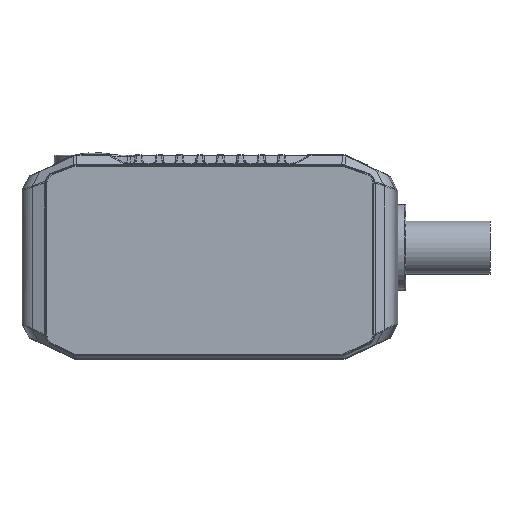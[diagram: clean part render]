
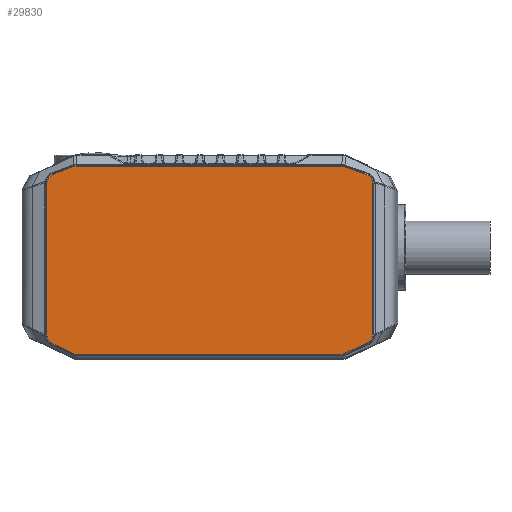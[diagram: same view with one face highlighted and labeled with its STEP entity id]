
A CAD part, top view. The second image highlights one B-rep face of the part: STEP entity #29830.
In plain terms, the highlighted planar face has unit normal (0, 0, 1).
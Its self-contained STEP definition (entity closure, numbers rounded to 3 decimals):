
#5889=CARTESIAN_POINT('',(18.85,9.046,38.));
#5890=DIRECTION('',(0.,0.,-1.));
#5891=DIRECTION('',(0.328,0.945,0.));
#5892=AXIS2_PLACEMENT_3D('',#5889,#5890,#5891);
#5894=CARTESIAN_POINT('',(18.85,-9.526,38.));
#5895=DIRECTION('',(0.,0.,-1.));
#5896=DIRECTION('',(1.,0.,0.));
#5897=AXIS2_PLACEMENT_3D('',#5894,#5895,#5896);
#5899=DIRECTION('',(-0.911,-0.413,0.));
#5900=VECTOR('',#5899,3.084);
#5901=CARTESIAN_POINT('',(19.305,-10.53,38.));
#5902=LINE('',#5901,#5900);
#5903=CARTESIAN_POINT('',(16.041,-10.8,38.));
#5904=DIRECTION('',(0.,0.,-1.));
#5905=DIRECTION('',(0.413,-0.911,0.));
#5906=AXIS2_PLACEMENT_3D('',#5903,#5904,#5905);
#5908=CARTESIAN_POINT('',(-16.32,-10.8,38.));
#5909=DIRECTION('',(0.,0.,-1.));
#5910=DIRECTION('',(0.,-1.,0.));
#5911=AXIS2_PLACEMENT_3D('',#5908,#5909,#5910);
#5913=DIRECTION('',(-0.897,0.442,0.));
#5914=VECTOR('',#5913,2.82);
#5915=CARTESIAN_POINT('',(-16.807,-11.788,38.));
#5916=LINE('',#5915,#5914);
#5917=CARTESIAN_POINT('',(-18.85,-9.554,38.));
#5918=DIRECTION('',(0.,0.,-1.));
#5919=DIRECTION('',(-0.442,-0.897,0.));
#5920=AXIS2_PLACEMENT_3D('',#5917,#5918,#5919);
#5922=CARTESIAN_POINT('',(-18.85,9.07,38.));
#5923=DIRECTION('',(0.,0.,-1.));
#5924=DIRECTION('',(-1.,0.,0.));
#5925=AXIS2_PLACEMENT_3D('',#5922,#5923,#5924);
#5927=DIRECTION('',(0.936,0.353,0.));
#5928=VECTOR('',#5927,2.638);
#5929=CARTESIAN_POINT('',(-19.238,10.101,38.));
#5930=LINE('',#5929,#5928);
#5931=CARTESIAN_POINT('',(-16.381,10.,38.));
#5932=DIRECTION('',(0.,0.,-1.));
#5933=DIRECTION('',(-0.353,0.936,0.));
#5934=AXIS2_PLACEMENT_3D('',#5931,#5932,#5933);
#5936=CARTESIAN_POINT('',(16.098,10.,38.));
#5937=DIRECTION('',(0.,0.,-1.));
#5938=DIRECTION('',(0.,1.,0.));
#5939=AXIS2_PLACEMENT_3D('',#5936,#5937,#5938);
#5941=DIRECTION('',(0.945,-0.328,0.));
#5942=VECTOR('',#5941,2.913);
#5943=CARTESIAN_POINT('',(16.459,11.041,38.));
#5944=LINE('',#5943,#5942);
#5955=DIRECTION('',(-1.,0.,0.));
#5956=VECTOR('',#5955,32.479);
#5957=CARTESIAN_POINT('',(16.098,11.102,38.));
#5958=LINE('',#5957,#5956);
#5979=DIRECTION('',(0.,-1.,0.));
#5980=VECTOR('',#5979,18.623);
#5981=CARTESIAN_POINT('',(-19.952,9.07,38.));
#5982=LINE('',#5981,#5980);
#6008=DIRECTION('',(1.,0.,0.));
#6009=VECTOR('',#6008,32.361);
#6010=CARTESIAN_POINT('',(-16.32,-11.902,38.));
#6011=LINE('',#6010,#6009);
#14188=DIRECTION('',(0.,1.,0.));
#14189=VECTOR('',#14188,18.572);
#14190=CARTESIAN_POINT('',(19.952,-9.526,38.));
#14191=LINE('',#14190,#14189);
#16194=CARTESIAN_POINT('',(-16.32,-11.902,38.));
#16195=VERTEX_POINT('',#16194);
#16196=CARTESIAN_POINT('',(-16.807,-11.788,38.));
#16197=VERTEX_POINT('',#16196);
#16198=CARTESIAN_POINT('',(19.211,10.087,38.));
#16199=CARTESIAN_POINT('',(19.952,9.046,38.));
#16200=VERTEX_POINT('',#16198);
#16201=VERTEX_POINT('',#16199);
#16202=CARTESIAN_POINT('',(19.952,-9.526,38.));
#16203=CARTESIAN_POINT('',(19.305,-10.53,38.));
#16204=VERTEX_POINT('',#16202);
#16205=VERTEX_POINT('',#16203);
#16206=CARTESIAN_POINT('',(16.496,-11.803,38.));
#16207=VERTEX_POINT('',#16206);
#16208=CARTESIAN_POINT('',(16.041,-11.902,38.));
#16209=VERTEX_POINT('',#16208);
#16210=CARTESIAN_POINT('',(-19.337,-10.542,38.));
#16211=VERTEX_POINT('',#16210);
#16212=CARTESIAN_POINT('',(-19.952,-9.554,38.));
#16213=VERTEX_POINT('',#16212);
#16214=CARTESIAN_POINT('',(-19.952,9.07,38.));
#16215=CARTESIAN_POINT('',(-19.238,10.101,38.));
#16216=VERTEX_POINT('',#16214);
#16217=VERTEX_POINT('',#16215);
#16218=CARTESIAN_POINT('',(-16.77,11.031,38.));
#16219=VERTEX_POINT('',#16218);
#16220=CARTESIAN_POINT('',(-16.381,11.102,38.));
#16221=VERTEX_POINT('',#16220);
#16222=CARTESIAN_POINT('',(16.098,11.102,38.));
#16223=CARTESIAN_POINT('',(16.459,11.041,38.));
#16224=VERTEX_POINT('',#16222);
#16225=VERTEX_POINT('',#16223);
#29792=CARTESIAN_POINT('',(0.,-0.4,38.));
#29793=DIRECTION('',(0.,0.,1.));
#29794=DIRECTION('',(-1.,0.,0.));
#29795=AXIS2_PLACEMENT_3D('',#29792,#29793,#29794);
#29796=PLANE('',#29795);
#29798=ORIENTED_EDGE('',*,*,#29797,.T.);
#29800=ORIENTED_EDGE('',*,*,#29799,.F.);
#29801=ORIENTED_EDGE('',*,*,#29782,.T.);
#29803=ORIENTED_EDGE('',*,*,#29802,.T.);
#29805=ORIENTED_EDGE('',*,*,#29804,.T.);
#29807=ORIENTED_EDGE('',*,*,#29806,.F.);
#29809=ORIENTED_EDGE('',*,*,#29808,.T.);
#29811=ORIENTED_EDGE('',*,*,#29810,.T.);
#29813=ORIENTED_EDGE('',*,*,#29812,.T.);
#29815=ORIENTED_EDGE('',*,*,#29814,.F.);
#29817=ORIENTED_EDGE('',*,*,#29816,.T.);
#29819=ORIENTED_EDGE('',*,*,#29818,.T.);
#29821=ORIENTED_EDGE('',*,*,#29820,.T.);
#29823=ORIENTED_EDGE('',*,*,#29822,.F.);
#29825=ORIENTED_EDGE('',*,*,#29824,.T.);
#29827=ORIENTED_EDGE('',*,*,#29826,.T.);
#29828=EDGE_LOOP('',(#29798,#29800,#29801,#29803,#29805,#29807,#29809,#29811,
#29813,#29815,#29817,#29819,#29821,#29823,#29825,#29827));
#29829=FACE_OUTER_BOUND('',#29828,.F.);
#29830=ADVANCED_FACE('',(#29829),#29796,.T.);
#5893=CIRCLE('',#5892,1.102);
#5898=CIRCLE('',#5897,1.102);
#5907=CIRCLE('',#5906,1.102);
#5912=CIRCLE('',#5911,1.102);
#5921=CIRCLE('',#5920,1.102);
#5926=CIRCLE('',#5925,1.102);
#5935=CIRCLE('',#5934,1.102);
#5940=CIRCLE('',#5939,1.102);
#29782=EDGE_CURVE('',#16204,#16205,#5898,.T.);
#29797=EDGE_CURVE('',#16200,#16201,#5893,.T.);
#29799=EDGE_CURVE('',#16204,#16201,#14191,.T.);
#29802=EDGE_CURVE('',#16205,#16207,#5902,.T.);
#29804=EDGE_CURVE('',#16207,#16209,#5907,.T.);
#29806=EDGE_CURVE('',#16195,#16209,#6011,.T.);
#29808=EDGE_CURVE('',#16195,#16197,#5912,.T.);
#29810=EDGE_CURVE('',#16197,#16211,#5916,.T.);
#29812=EDGE_CURVE('',#16211,#16213,#5921,.T.);
#29814=EDGE_CURVE('',#16216,#16213,#5982,.T.);
#29816=EDGE_CURVE('',#16216,#16217,#5926,.T.);
#29818=EDGE_CURVE('',#16217,#16219,#5930,.T.);
#29820=EDGE_CURVE('',#16219,#16221,#5935,.T.);
#29822=EDGE_CURVE('',#16224,#16221,#5958,.T.);
#29824=EDGE_CURVE('',#16224,#16225,#5940,.T.);
#29826=EDGE_CURVE('',#16225,#16200,#5944,.T.);
